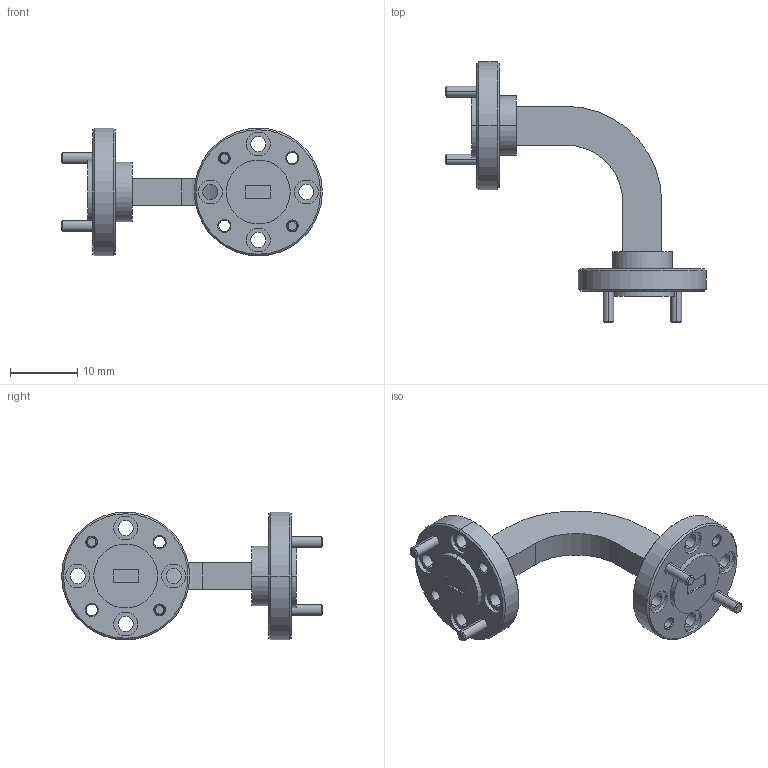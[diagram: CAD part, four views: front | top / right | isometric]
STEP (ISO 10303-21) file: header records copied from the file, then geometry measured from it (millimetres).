
FILE_DESCRIPTION (( 'STEP AP214' ), '1' );
FILE_NAME ('WB-HV-1.0, DF.STEP', '2025-07-15T21:20:24', ( '' ), ( '' ), 'SwSTEP 2.0', 'SolidWorks 2021', '' );
FILE_SCHEMA (( 'AUTOMOTIVE_DESIGN' ));
Length unit declared in the file: inch
Products named in the file (1): WB-HV-1.0, DF
Bounding box: 38.8 x 38.8 x 19.05 mm (x, y, z)
Volume: 2913.6 mm3; surface area: 2689.6 mm2
Topology: 5 solids, 5 shells, 150 faces, 336 edges, 212 vertices
Faces by surface type: cylinder 70, cone 40, plane 40
Entity records: 4364 total; most frequent: DIRECTION 822, CARTESIAN_POINT 699, ORIENTED_EDGE 672, EDGE_CURVE 336, AXIS2_PLACEMENT_3D 335, VERTEX_POINT 212, EDGE_LOOP 198, CIRCLE 184
